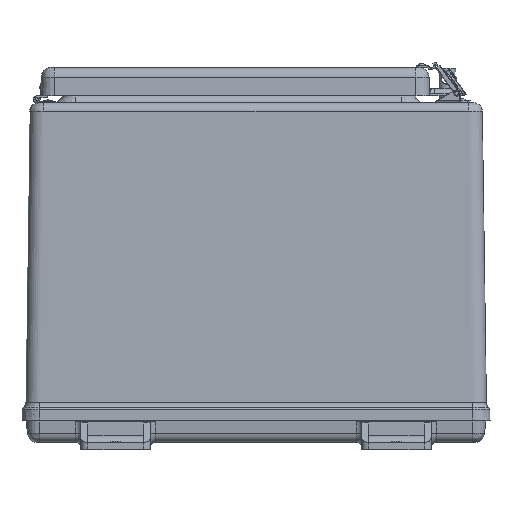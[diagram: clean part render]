
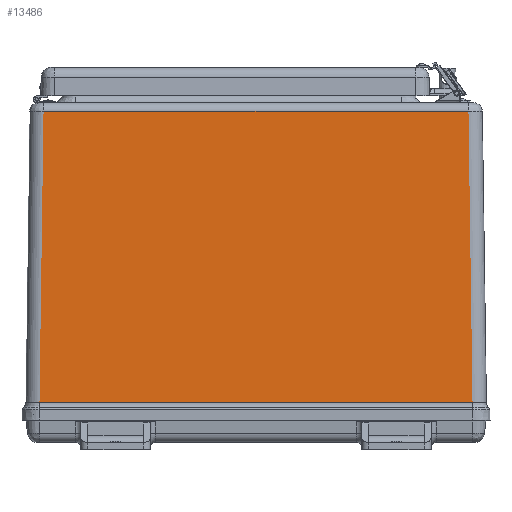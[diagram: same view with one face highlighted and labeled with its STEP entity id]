
A CAD part, front view. The second image highlights one B-rep face of the part: STEP entity #13486.
In plain terms, the highlighted planar face has unit normal (0, -1, 0.014).
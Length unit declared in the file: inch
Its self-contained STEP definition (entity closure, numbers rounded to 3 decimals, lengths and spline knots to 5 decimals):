
#395=PLANE($,#14433);
#802=LINE($,#20729,#1832);
#823=LINE($,#21334,#1853);
#824=LINE($,#21336,#1854);
#853=LINE($,#21978,#1883);
#854=LINE($,#21979,#1884);
#919=LINE($,#23343,#1949);
#921=LINE($,#23420,#1951);
#922=LINE($,#23421,#1952);
#1832=VECTOR($,#16050,15.61492);
#1853=VECTOR($,#16101,0.00817);
#1854=VECTOR($,#16102,0.00004);
#1883=VECTOR($,#16151,0.00004);
#1884=VECTOR($,#16152,0.00817);
#1949=VECTOR($,#16451,15.32156);
#1951=VECTOR($,#16461,10.50405);
#1952=VECTOR($,#16462,10.50405);
#3406=FACE_OUTER_BOUND($,#4272,.T.);
#4272=EDGE_LOOP($,(#9795,#9796,#9797,#9798,#9799,#9800,#9801,#9802));
#6019=VERTEX_POINT($,#20705);
#6023=VERTEX_POINT($,#20727);
#6049=VERTEX_POINT($,#21333);
#6050=VERTEX_POINT($,#21335);
#6079=VERTEX_POINT($,#21969);
#6080=VERTEX_POINT($,#21977);
#6154=VERTEX_POINT($,#23264);
#6156=VERTEX_POINT($,#23341);
#7325=EDGE_CURVE($,#6023,#6019,#802,.T.);
#7364=EDGE_CURVE($,#6019,#6049,#823,.T.);
#7365=EDGE_CURVE($,#6050,#6049,#824,.T.);
#7413=EDGE_CURVE($,#6080,#6079,#853,.T.);
#7414=EDGE_CURVE($,#6023,#6080,#854,.T.);
#7554=EDGE_CURVE($,#6154,#6156,#919,.T.);
#7558=EDGE_CURVE($,#6156,#6079,#921,.T.);
#7559=EDGE_CURVE($,#6050,#6154,#922,.T.);
#9795=ORIENTED_EDGE($,*,*,#7325,.F.);
#9796=ORIENTED_EDGE($,*,*,#7414,.T.);
#9797=ORIENTED_EDGE($,*,*,#7413,.T.);
#9798=ORIENTED_EDGE($,*,*,#7558,.F.);
#9799=ORIENTED_EDGE($,*,*,#7554,.F.);
#9800=ORIENTED_EDGE($,*,*,#7559,.F.);
#9801=ORIENTED_EDGE($,*,*,#7365,.T.);
#9802=ORIENTED_EDGE($,*,*,#7364,.F.);
#13486=ADVANCED_FACE($,(#3406),#395,.T.);
#14433=AXIS2_PLACEMENT_3D($,#23419,#16459,#16460);
#16050=DIRECTION($,(-1.,0.,0.));
#16101=DIRECTION($,(0.,0.014,1.));
#16102=DIRECTION($,(1.,0.,0.));
#16151=DIRECTION($,(1.,0.,0.));
#16152=DIRECTION($,(0.,0.014,1.));
#16451=DIRECTION($,(1.,0.,0.));
#16459=DIRECTION('center_axis',(0.,-1.,0.014));
#16460=DIRECTION('ref_axis',(0.,-0.014,-1.));
#16461=DIRECTION($,(0.014,-0.014,-1.));
#16462=DIRECTION($,(0.014,0.014,1.));
#20705=CARTESIAN_POINT('',(-7.80746,-10.14606,-0.00817));
#20727=CARTESIAN_POINT('',(7.80746,-10.14606,-0.00817));
#20729=CARTESIAN_POINT($,(7.80746,-10.14606,-0.00817));
#21333=CARTESIAN_POINT('',(-7.80746,-10.14595,0.));
#21334=CARTESIAN_POINT($,(-7.80746,-10.14606,-0.00817));
#21335=CARTESIAN_POINT('',(-7.8075,-10.14595,0.));
#21336=CARTESIAN_POINT($,(-7.8075,-10.14595,0.));
#21969=CARTESIAN_POINT('',(7.8075,-10.14595,0.));
#21977=CARTESIAN_POINT('',(7.80746,-10.14595,0.));
#21978=CARTESIAN_POINT($,(7.80746,-10.14595,0.));
#21979=CARTESIAN_POINT($,(7.80746,-10.14606,-0.00817));
#23264=CARTESIAN_POINT('',(-7.66078,-9.99923,10.502));
#23341=CARTESIAN_POINT('',(7.66078,-9.99923,10.502));
#23343=CARTESIAN_POINT($,(-7.66078,-9.99923,10.502));
#23419=CARTESIAN_POINT('Origin',(-8.30745,-10.14595,0.));
#23420=CARTESIAN_POINT($,(7.66078,-9.99923,10.502));
#23421=CARTESIAN_POINT($,(-7.8075,-10.14595,0.));
